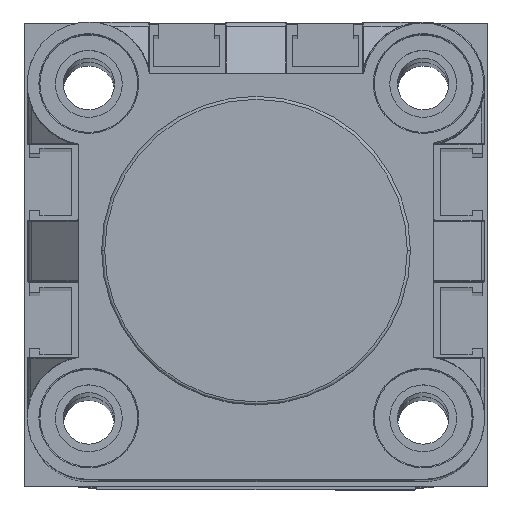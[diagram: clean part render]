
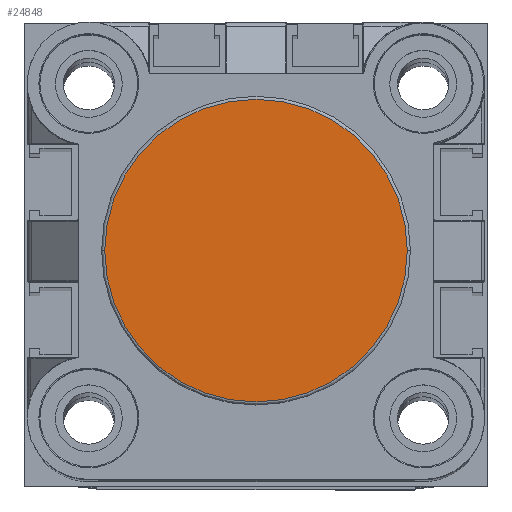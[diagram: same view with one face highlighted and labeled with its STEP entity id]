
A CAD part, top view. The second image highlights one B-rep face of the part: STEP entity #24848.
In plain terms, the highlighted planar face has unit normal (0, 0, 1).
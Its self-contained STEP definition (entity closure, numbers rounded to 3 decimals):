
#1310 = FACE_OUTER_BOUND ( 'NONE', #13734, .T. ) ;
#1663 = EDGE_CURVE ( 'NONE', #4898, #26963, #21625, .T. ) ;
#2714 = CARTESIAN_POINT ( 'NONE',  ( 17.25, -17.25, 30. ) ) ;
#4019 = ORIENTED_EDGE ( 'NONE', *, *, #1663, .T. ) ;
#4898 = VERTEX_POINT ( 'NONE', #5859 ) ;
#5250 = DIRECTION ( 'NONE',  ( 1., 0., 0. ) ) ;
#5859 = CARTESIAN_POINT ( 'NONE',  ( 31.95, -17.25, 30. ) ) ;
#8975 = DIRECTION ( 'NONE',  ( 1., 0., 0. ) ) ;
#10123 = ORIENTED_EDGE ( 'NONE', *, *, #18848, .T. ) ;
#13734 = EDGE_LOOP ( 'NONE', ( #4019, #10123 ) ) ;
#14880 = DIRECTION ( 'NONE',  ( 0., 0., 1. ) ) ;
#16701 = CARTESIAN_POINT ( 'NONE',  ( 2.55, -17.25, 30. ) ) ;
#18423 = AXIS2_PLACEMENT_3D ( 'NONE', #29848, #14880, #32351 ) ;
#18848 = EDGE_CURVE ( 'NONE', #26963, #4898, #24180, .T. ) ;
#20310 = DIRECTION ( 'NONE',  ( 0., 0., 1. ) ) ;
#21625 = CIRCLE ( 'NONE', #25806, 14.7 ) ;
#24150 = DIRECTION ( 'NONE',  ( 0., 0., 1. ) ) ;
#24180 = CIRCLE ( 'NONE', #32021, 14.7 ) ;
#24848 = ADVANCED_FACE ( 'NONE', ( #1310 ), #29612, .T. ) ;
#25806 = AXIS2_PLACEMENT_3D ( 'NONE', #31224, #24150, #8975 ) ;
#26963 = VERTEX_POINT ( 'NONE', #16701 ) ;
#29612 = PLANE ( 'NONE',  #18423 ) ;
#29848 = CARTESIAN_POINT ( 'NONE',  ( 17.25, -17.25, 30. ) ) ;
#31224 = CARTESIAN_POINT ( 'NONE',  ( 17.25, -17.25, 30. ) ) ;
#32021 = AXIS2_PLACEMENT_3D ( 'NONE', #2714, #20310, #5250 ) ;
#32351 = DIRECTION ( 'NONE',  ( 1., 0., 0. ) ) ;
